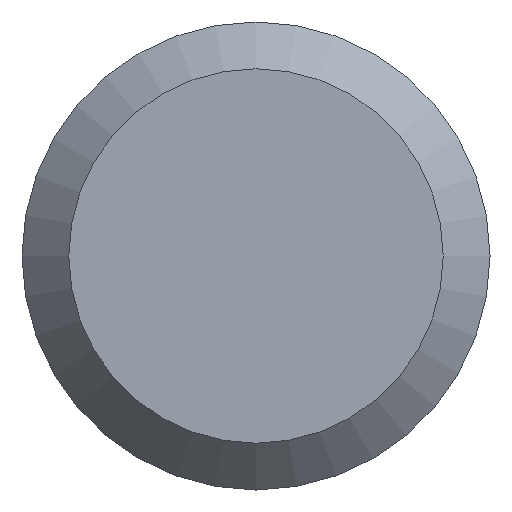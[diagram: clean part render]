
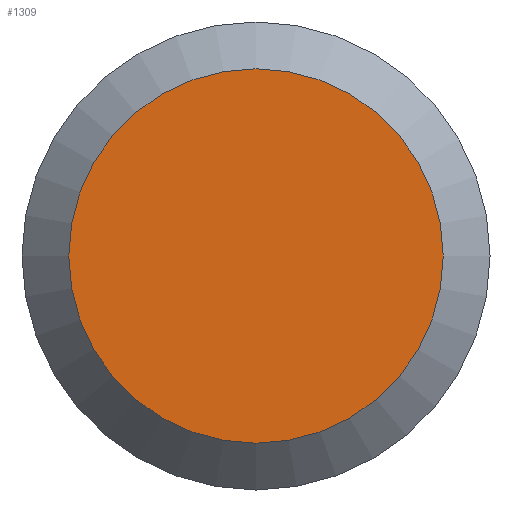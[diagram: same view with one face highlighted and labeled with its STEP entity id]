
A CAD part, front view. The second image highlights one B-rep face of the part: STEP entity #1309.
In plain terms, the highlighted planar face has unit normal (0, -1, 0).
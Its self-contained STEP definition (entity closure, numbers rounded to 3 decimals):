
#17 = VERTEX_POINT ( 'NONE', #526 ) ;
#32 = CARTESIAN_POINT ( 'NONE',  ( 0., 0., 0. ) ) ;
#66 = PLANE ( 'NONE',  #657 ) ;
#190 = FACE_OUTER_BOUND ( 'NONE', #1523, .T. ) ;
#224 = CIRCLE ( 'NONE', #1033, 2. ) ;
#372 = EDGE_CURVE ( 'NONE', #17, #17, #224, .T. ) ;
#488 = ORIENTED_EDGE ( 'NONE', *, *, #372, .T. ) ;
#526 = CARTESIAN_POINT ( 'NONE',  ( 0., 0., 2. ) ) ;
#573 = DIRECTION ( 'NONE',  ( 0., 0., 1. ) ) ;
#657 = AXIS2_PLACEMENT_3D ( 'NONE', #801, #1204, #573 ) ;
#801 = CARTESIAN_POINT ( 'NONE',  ( 0., 0., 0. ) ) ;
#1033 = AXIS2_PLACEMENT_3D ( 'NONE', #32, #1044, #1565 ) ;
#1044 = DIRECTION ( 'NONE',  ( 0., -1., 0. ) ) ;
#1204 = DIRECTION ( 'NONE',  ( 0., 1., 0. ) ) ;
#1309 = ADVANCED_FACE ( 'NONE', ( #190 ), #66, .F. ) ;
#1523 = EDGE_LOOP ( 'NONE', ( #488 ) ) ;
#1565 = DIRECTION ( 'NONE',  ( 0., 0., 1. ) ) ;
